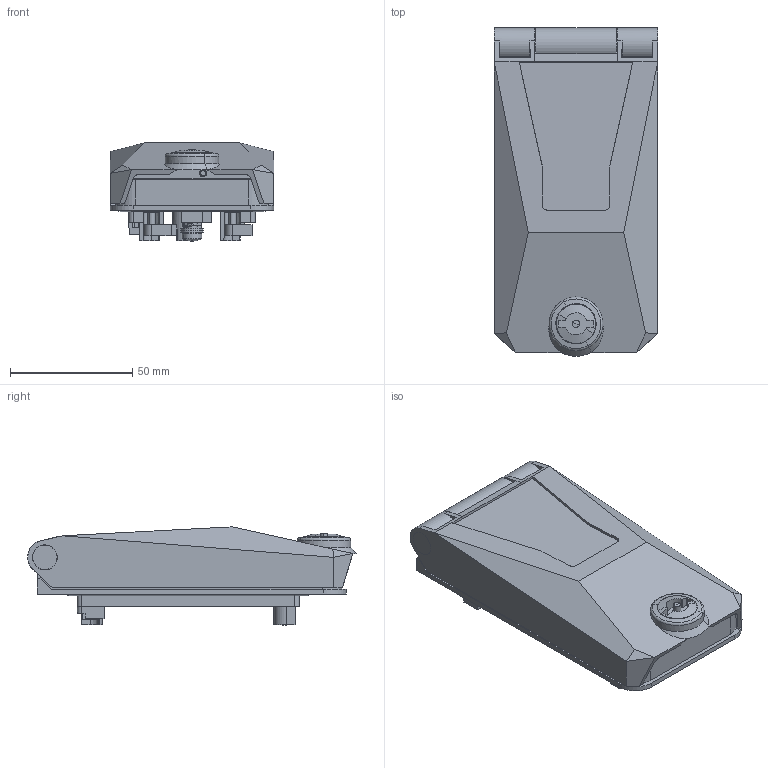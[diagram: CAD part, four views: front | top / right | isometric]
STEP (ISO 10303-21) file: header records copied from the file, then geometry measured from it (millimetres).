
FILE_DESCRIPTION(('CATIA V5 STEP Exchange','CAx-IF Rec.Pracs.--- Model Styling and Organization---1.4--- 2014-01-23'),'2;1');
FILE_NAME ('455344-1_1_2003160000_2003160000.stp','2019-10-22T12:37:25+00:00',('none'),('Weidmueller'),'CATIA Version 5-6 Release 2016 SP3 HF44','CATIA V5 STEP AP214','none');
FILE_SCHEMA(('AUTOMOTIVE_DESIGN { 1 0 10303 214 1 1 1 1 }'));
Length unit declared in the file: millimetre
Products named in the file (1): 2003160000
Bounding box: 66.9 x 134.14 x 40.12 mm (x, y, z)
Volume: 95826.7 mm3; surface area: 66820.1 mm2
Topology: 18 solids, 18 shells, 813 faces, 2162 edges, 1384 vertices
Faces by surface type: plane 444, cylinder 188, cone 91, torus 38, bspline 22, sphere 20, extrusion 10
Entity records: 26017 total; most frequent: CARTESIAN_POINT 7537, ORIENTED_EDGE 4304, DIRECTION 2900, EDGE_CURVE 2152, VERTEX_POINT 1385, VECTOR 1146, LINE 1136, AXIS2_PLACEMENT_3D 1128
